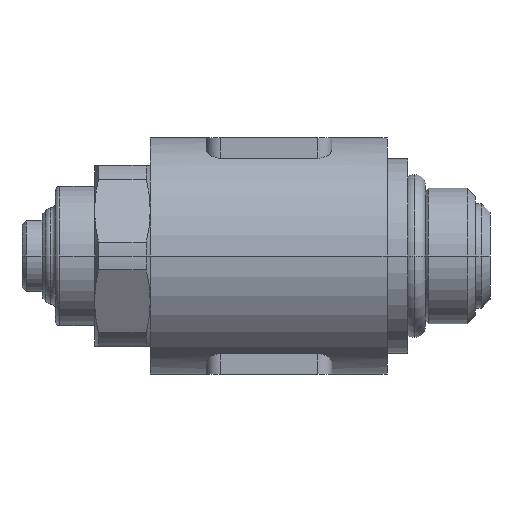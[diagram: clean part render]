
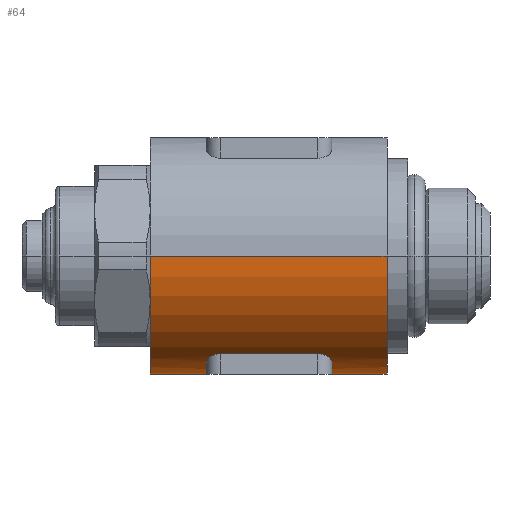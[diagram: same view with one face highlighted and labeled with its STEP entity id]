
A CAD part, left-side view. The second image highlights one B-rep face of the part: STEP entity #64.
In plain terms, the highlighted cylindrical face has radius 8.5 mm (diameter 17 mm), a partial arc.
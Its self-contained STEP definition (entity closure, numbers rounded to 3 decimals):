
#64=ADVANCED_FACE('',(#230),#231,.T.);
#230=FACE_OUTER_BOUND('',#536,.T.);
#231=CYLINDRICAL_SURFACE('',#537,8.5);
#536=EDGE_LOOP('',(#938,#939,#940,#941,#942,#943,#944,#945,#946,#947,#948,#949,#950,#951));
#537=AXIS2_PLACEMENT_3D('',#952,#953,#954);
#938=ORIENTED_EDGE('',*,*,#2025,.F.);
#939=ORIENTED_EDGE('',*,*,#2026,.F.);
#940=ORIENTED_EDGE('',*,*,#2027,.F.);
#941=ORIENTED_EDGE('',*,*,#2028,.F.);
#942=ORIENTED_EDGE('',*,*,#2029,.F.);
#943=ORIENTED_EDGE('',*,*,#2030,.T.);
#944=ORIENTED_EDGE('',*,*,#2031,.F.);
#945=ORIENTED_EDGE('',*,*,#2032,.F.);
#946=ORIENTED_EDGE('',*,*,#2033,.F.);
#947=ORIENTED_EDGE('',*,*,#2034,.F.);
#948=ORIENTED_EDGE('',*,*,#2035,.F.);
#949=ORIENTED_EDGE('',*,*,#2036,.F.);
#950=ORIENTED_EDGE('',*,*,#2037,.F.);
#951=ORIENTED_EDGE('',*,*,#2038,.T.);
#952=CARTESIAN_POINT('',(0.0,15.894,0.0));
#953=DIRECTION('',(-0.0,1.0,0.0));
#954=DIRECTION('',(1.0,0.0,0.0));
#2025=EDGE_CURVE('',#2435,#2436,#2437,.T.);
#2026=EDGE_CURVE('',#2438,#2435,#2439,.T.);
#2027=EDGE_CURVE('',#2440,#2438,#2441,.T.);
#2028=EDGE_CURVE('',#2442,#2440,#2443,.T.);
#2029=EDGE_CURVE('',#2444,#2442,#2445,.T.);
#2030=EDGE_CURVE('',#2444,#2446,#2447,.T.);
#2031=EDGE_CURVE('',#2448,#2446,#2449,.T.);
#2032=EDGE_CURVE('',#2450,#2448,#2451,.T.);
#2033=EDGE_CURVE('',#2452,#2450,#2453,.T.);
#2034=EDGE_CURVE('',#2454,#2452,#2455,.T.);
#2035=EDGE_CURVE('',#2456,#2454,#2457,.T.);
#2036=EDGE_CURVE('',#2458,#2456,#2459,.T.);
#2037=EDGE_CURVE('',#2460,#2458,#2461,.T.);
#2038=EDGE_CURVE('',#2460,#2436,#2462,.T.);
#2435=VERTEX_POINT('',#3042);
#2436=VERTEX_POINT('',#3043);
#2437=LINE('',#3044,#3045);
#2438=VERTEX_POINT('',#3046);
#2439=CIRCLE('',#3047,8.5);
#2440=VERTEX_POINT('',#3048);
#2441=LINE('',#3049,#3050);
#2442=VERTEX_POINT('',#3051);
#2443=CIRCLE('',#3052,8.5);
#2444=VERTEX_POINT('',#3053);
#2445=LINE('',#3054,#3055);
#2446=VERTEX_POINT('',#3056);
#2447=B_SPLINE_CURVE_WITH_KNOTS('',3,(#3057,#3058,#3059,#3060,#3061,#3062,#3063,#3064,#3065,#3066,#3067,#3068),.UNSPECIFIED.,.F.,.F.,(4,2,2,2,2,4),(31.202,32.487,33.771,35.056,36.341,36.543),.UNSPECIFIED.);
#2448=VERTEX_POINT('',#3069);
#2449=CIRCLE('',#3070,8.5);
#2450=VERTEX_POINT('',#3071);
#2451=CIRCLE('',#3072,8.5);
#2452=VERTEX_POINT('',#3073);
#2453=B_SPLINE_CURVE_WITH_KNOTS('',3,(#3074,#3075,#3076,#3077,#3078,#3079,#3080,#3081,#3082,#3083,#3084,#3085,#3086,#3087,#3088),.UNSPECIFIED.,.F.,.F.,(4,3,2,2,2,2,4),(-0.377,0.0,0.377,0.754,1.19,1.625,2.039),.UNSPECIFIED.);
#2454=VERTEX_POINT('',#3089);
#2455=LINE('',#3090,#3091);
#2456=VERTEX_POINT('',#3092);
#2457=B_SPLINE_CURVE_WITH_KNOTS('',3,(#3093,#3094,#3095,#3096,#3097,#3098,#3099,#3100,#3101,#3102,#3103,#3104,#3105,#3106),.UNSPECIFIED.,.F.,.F.,(4,2,2,2,2,2,4),(1.162,1.575,2.011,2.446,2.823,3.2,3.577),.UNSPECIFIED.);
#2458=VERTEX_POINT('',#3107);
#2459=CIRCLE('',#3108,8.5);
#2460=VERTEX_POINT('',#3109);
#2461=CIRCLE('',#3110,8.5);
#2462=B_SPLINE_CURVE_WITH_KNOTS('',3,(#3111,#3112,#3113,#3114,#3115,#3116,#3117,#3118,#3119,#3120,#3121,#3122),.UNSPECIFIED.,.F.,.F.,(4,2,2,2,2,4),(5.17,5.262,6.547,7.832,9.116,10.401),.UNSPECIFIED.);
#3042=CARTESIAN_POINT('',(8.5,7.394,0.0));
#3043=CARTESIAN_POINT('',(8.5,9.394,0.));
#3044=CARTESIAN_POINT('',(8.5,15.894,0.));
#3045=VECTOR('',#4645,1.0);
#3046=CARTESIAN_POINT('',(-8.5,7.394,0.));
#3047=AXIS2_PLACEMENT_3D('',#4646,#4647,#4648);
#3048=CARTESIAN_POINT('',(-8.5,24.394,0.));
#3049=CARTESIAN_POINT('',(-8.5,15.894,0.));
#3050=VECTOR('',#4649,1.0);
#3051=CARTESIAN_POINT('',(8.5,24.394,0.0));
#3052=AXIS2_PLACEMENT_3D('',#4650,#4651,#4652);
#3053=CARTESIAN_POINT('',(8.5,22.394,0.));
#3054=CARTESIAN_POINT('',(8.5,15.894,0.));
#3055=VECTOR('',#4653,1.0);
#3056=CARTESIAN_POINT('',(7.066,20.357,-4.725));
#3057=CARTESIAN_POINT('',(8.5,22.394,0.));
#3058=CARTESIAN_POINT('',(8.5,22.394,-0.428));
#3059=CARTESIAN_POINT('',(8.467,22.351,-0.865));
#3060=CARTESIAN_POINT('',(8.335,22.176,-1.723));
#3061=CARTESIAN_POINT('',(8.236,22.045,-2.144));
#3062=CARTESIAN_POINT('',(7.986,21.707,-2.94));
#3063=CARTESIAN_POINT('',(7.835,21.499,-3.317));
#3064=CARTESIAN_POINT('',(7.506,21.028,-4.007));
#3065=CARTESIAN_POINT('',(7.327,20.765,-4.321));
#3066=CARTESIAN_POINT('',(7.122,20.446,-4.64));
#3067=CARTESIAN_POINT('',(7.094,20.402,-4.683));
#3068=CARTESIAN_POINT('',(7.066,20.357,-4.725));
#3069=CARTESIAN_POINT('',(0.0,20.357,-8.5));
#3070=AXIS2_PLACEMENT_3D('',#4654,#4655,#4656);
#3071=CARTESIAN_POINT('',(-3.788,20.357,-7.609));
#3072=AXIS2_PLACEMENT_3D('',#4657,#4658,#4659);
#3073=CARTESIAN_POINT('',(-4.788,19.357,-7.023));
#3074=CARTESIAN_POINT('',(-4.715,18.98,-7.073));
#3075=CARTESIAN_POINT('',(-4.763,19.1,-7.04));
#3076=CARTESIAN_POINT('',(-4.788,19.231,-7.023));
#3077=CARTESIAN_POINT('',(-4.788,19.357,-7.023));
#3078=CARTESIAN_POINT('',(-4.788,19.483,-7.023));
#3079=CARTESIAN_POINT('',(-4.763,19.615,-7.04));
#3080=CARTESIAN_POINT('',(-4.666,19.853,-7.105));
#3081=CARTESIAN_POINT('',(-4.594,19.96,-7.152));
#3082=CARTESIAN_POINT('',(-4.424,20.141,-7.259));
#3083=CARTESIAN_POINT('',(-4.308,20.222,-7.329));
#3084=CARTESIAN_POINT('',(-4.056,20.33,-7.471));
#3085=CARTESIAN_POINT('',(-3.918,20.357,-7.544));
#3086=CARTESIAN_POINT('',(-3.665,20.357,-7.671));
#3087=CARTESIAN_POINT('',(-3.531,20.333,-7.733));
#3088=CARTESIAN_POINT('',(-3.405,20.281,-7.788));
#3089=CARTESIAN_POINT('',(-4.788,12.357,-7.023));
#3090=CARTESIAN_POINT('',(-4.788,15.857,-7.023));
#3091=VECTOR('',#4660,1.0);
#3092=CARTESIAN_POINT('',(-3.788,11.357,-7.609));
#3093=CARTESIAN_POINT('',(-3.405,11.433,-7.788));
#3094=CARTESIAN_POINT('',(-3.531,11.381,-7.733));
#3095=CARTESIAN_POINT('',(-3.665,11.357,-7.671));
#3096=CARTESIAN_POINT('',(-3.918,11.357,-7.544));
#3097=CARTESIAN_POINT('',(-4.056,11.384,-7.471));
#3098=CARTESIAN_POINT('',(-4.308,11.492,-7.329));
#3099=CARTESIAN_POINT('',(-4.424,11.573,-7.259));
#3100=CARTESIAN_POINT('',(-4.594,11.754,-7.152));
#3101=CARTESIAN_POINT('',(-4.666,11.861,-7.105));
#3102=CARTESIAN_POINT('',(-4.763,12.1,-7.04));
#3103=CARTESIAN_POINT('',(-4.788,12.231,-7.023));
#3104=CARTESIAN_POINT('',(-4.788,12.483,-7.023));
#3105=CARTESIAN_POINT('',(-4.763,12.615,-7.04));
#3106=CARTESIAN_POINT('',(-4.715,12.734,-7.073));
#3107=CARTESIAN_POINT('',(0.0,11.357,-8.5));
#3108=AXIS2_PLACEMENT_3D('',#4661,#4662,#4663);
#3109=CARTESIAN_POINT('',(7.112,11.357,-4.655));
#3110=AXIS2_PLACEMENT_3D('',#4664,#4665,#4666);
#3111=CARTESIAN_POINT('',(7.112,11.357,-4.655));
#3112=CARTESIAN_POINT('',(7.125,11.337,-4.636));
#3113=CARTESIAN_POINT('',(7.137,11.317,-4.616));
#3114=CARTESIAN_POINT('',(7.327,11.022,-4.321));
#3115=CARTESIAN_POINT('',(7.506,10.759,-4.007));
#3116=CARTESIAN_POINT('',(7.835,10.288,-3.317));
#3117=CARTESIAN_POINT('',(7.986,10.08,-2.94));
#3118=CARTESIAN_POINT('',(8.236,9.742,-2.144));
#3119=CARTESIAN_POINT('',(8.335,9.611,-1.723));
#3120=CARTESIAN_POINT('',(8.467,9.436,-0.865));
#3121=CARTESIAN_POINT('',(8.5,9.394,-0.428));
#3122=CARTESIAN_POINT('',(8.5,9.394,0.));
#4645=DIRECTION('',(0.0,1.0,0.0));
#4646=CARTESIAN_POINT('',(0.0,7.394,0.0));
#4647=DIRECTION('',(0.0,-1.0,0.0));
#4648=DIRECTION('',(1.0,0.0,0.0));
#4649=DIRECTION('',(-0.0,-1.0,-0.0));
#4650=CARTESIAN_POINT('',(0.0,24.394,0.0));
#4651=DIRECTION('',(-0.0,1.0,0.0));
#4652=DIRECTION('',(1.0,0.0,0.0));
#4653=DIRECTION('',(0.0,1.0,0.0));
#4654=CARTESIAN_POINT('',(0.0,20.357,0.0));
#4655=DIRECTION('',(0.0,-1.0,0.0));
#4656=DIRECTION('',(1.0,0.0,0.0));
#4657=CARTESIAN_POINT('',(0.0,20.357,0.0));
#4658=DIRECTION('',(0.0,-1.0,0.0));
#4659=DIRECTION('',(1.0,0.0,0.0));
#4660=DIRECTION('',(0.0,1.0,0.0));
#4661=CARTESIAN_POINT('',(0.0,11.357,0.0));
#4662=DIRECTION('',(-0.0,1.0,0.0));
#4663=DIRECTION('',(1.0,0.0,0.0));
#4664=CARTESIAN_POINT('',(0.0,11.357,0.0));
#4665=DIRECTION('',(-0.0,1.0,0.0));
#4666=DIRECTION('',(1.0,0.0,0.0));
